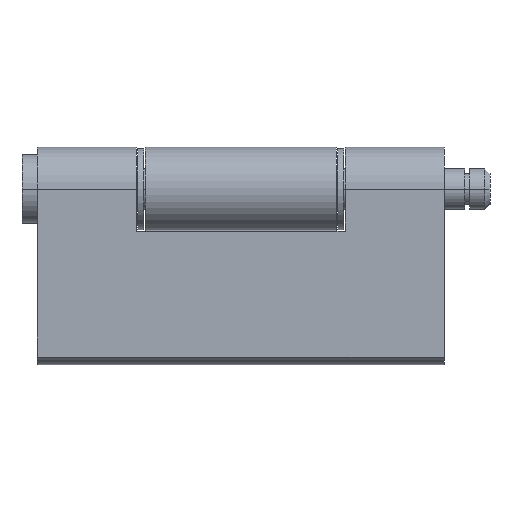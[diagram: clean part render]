
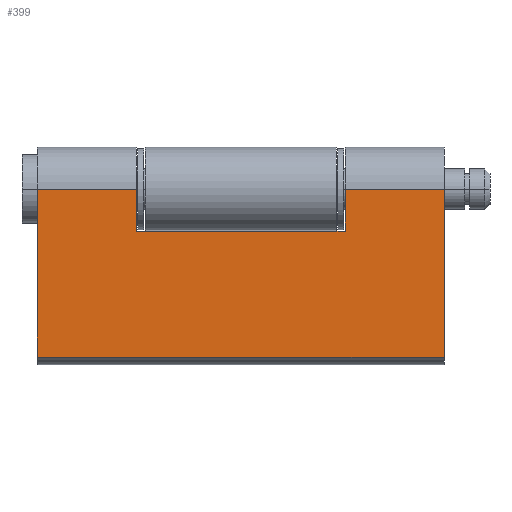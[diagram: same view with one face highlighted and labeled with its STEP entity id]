
A CAD part, left-side view. The second image highlights one B-rep face of the part: STEP entity #399.
In plain terms, the highlighted planar face has unit normal (-1, 0, 0).
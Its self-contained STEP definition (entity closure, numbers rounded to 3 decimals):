
#247 = VERTEX_POINT ( 'NONE', #1201 ) ;
#248 = ORIENTED_EDGE ( 'NONE', *, *, #249, .F. ) ;
#249 = EDGE_CURVE ( 'NONE', #250, #247, #1200, .T. ) ;
#250 = VERTEX_POINT ( 'NONE', #1196 ) ;
#251 = ORIENTED_EDGE ( 'NONE', *, *, #252, .T. ) ;
#252 = EDGE_CURVE ( 'NONE', #250, #335, #1292, .T. ) ;
#279 = EDGE_LOOP ( 'NONE', ( #400, #403, #404, #248, #251, #384, #385, #388 ) ) ;
#281 = EDGE_CURVE ( 'NONE', #681, #685, #1334, .T. ) ;
#335 = VERTEX_POINT ( 'NONE', #1382 ) ;
#339 = VERTEX_POINT ( 'NONE', #1535 ) ;
#341 = EDGE_CURVE ( 'NONE', #335, #339, #1534, .T. ) ;
#384 = ORIENTED_EDGE ( 'NONE', *, *, #341, .T. ) ;
#385 = ORIENTED_EDGE ( 'NONE', *, *, #386, .T. ) ;
#386 = EDGE_CURVE ( 'NONE', #339, #387, #1487, .T. ) ;
#387 = VERTEX_POINT ( 'NONE', #1483 ) ;
#388 = ORIENTED_EDGE ( 'NONE', *, *, #389, .T. ) ;
#389 = EDGE_CURVE ( 'NONE', #387, #402, #1481, .T. ) ;
#399 = ADVANCED_FACE ( 'NONE', ( #1457 ), #1456, .T. ) ;
#400 = ORIENTED_EDGE ( 'NONE', *, *, #401, .T. ) ;
#401 = EDGE_CURVE ( 'NONE', #402, #681, #1451, .T. ) ;
#402 = VERTEX_POINT ( 'NONE', #1447 ) ;
#403 = ORIENTED_EDGE ( 'NONE', *, *, #281, .T. ) ;
#404 = ORIENTED_EDGE ( 'NONE', *, *, #405, .F. ) ;
#405 = EDGE_CURVE ( 'NONE', #247, #685, #1609, .T. ) ;
#681 = VERTEX_POINT ( 'NONE', #1944 ) ;
#685 = VERTEX_POINT ( 'NONE', #1938 ) ;
#1196 = CARTESIAN_POINT ( 'NONE',  ( -8.25, -80., -33. ) ) ;
#1197 = DIRECTION ( 'NONE',  ( 0., 1., 0. ) ) ;
#1198 = VECTOR ( 'NONE', #1197, 1000. ) ;
#1199 = CARTESIAN_POINT ( 'NONE',  ( -8.25, -80., -33. ) ) ;
#1200 = LINE ( 'NONE', #1199, #1198 ) ;
#1201 = CARTESIAN_POINT ( 'NONE',  ( -8.25, 0., -33. ) ) ;
#1289 = DIRECTION ( 'NONE',  ( 0., 0., 1. ) ) ;
#1290 = VECTOR ( 'NONE', #1289, 1000. ) ;
#1291 = CARTESIAN_POINT ( 'NONE',  ( -8.25, -80., 0. ) ) ;
#1292 = LINE ( 'NONE', #1291, #1290 ) ;
#1331 = DIRECTION ( 'NONE',  ( 0., 1., 0. ) ) ;
#1332 = VECTOR ( 'NONE', #1331, 1000. ) ;
#1333 = CARTESIAN_POINT ( 'NONE',  ( -8.25, -80., 0. ) ) ;
#1334 = LINE ( 'NONE', #1333, #1332 ) ;
#1382 = CARTESIAN_POINT ( 'NONE',  ( -8.25, -80., 0. ) ) ;
#1447 = CARTESIAN_POINT ( 'NONE',  ( -8.25, -19.5, -8.25 ) ) ;
#1448 = DIRECTION ( 'NONE',  ( 0., 0., 1. ) ) ;
#1449 = VECTOR ( 'NONE', #1448, 1000. ) ;
#1450 = CARTESIAN_POINT ( 'NONE',  ( -8.25, -19.5, 8.25 ) ) ;
#1451 = LINE ( 'NONE', #1450, #1449 ) ;
#1452 = DIRECTION ( 'NONE',  ( 0., 0., 1. ) ) ;
#1453 = DIRECTION ( 'NONE',  ( -1., 0., 0. ) ) ;
#1454 = CARTESIAN_POINT ( 'NONE',  ( -8.25, -80., 0. ) ) ;
#1455 = AXIS2_PLACEMENT_3D ( 'NONE', #1454, #1453, #1452 ) ;
#1456 = PLANE ( 'NONE',  #1455 ) ;
#1457 = FACE_OUTER_BOUND ( 'NONE', #279, .T. ) ;
#1478 = DIRECTION ( 'NONE',  ( 0., 1., 0. ) ) ;
#1479 = VECTOR ( 'NONE', #1478, 1000. ) ;
#1480 = CARTESIAN_POINT ( 'NONE',  ( -8.25, -19.5, -8.25 ) ) ;
#1481 = LINE ( 'NONE', #1480, #1479 ) ;
#1483 = CARTESIAN_POINT ( 'NONE',  ( -8.25, -60.5, -8.25 ) ) ;
#1484 = DIRECTION ( 'NONE',  ( 0., 0., -1. ) ) ;
#1485 = VECTOR ( 'NONE', #1484, 1000. ) ;
#1486 = CARTESIAN_POINT ( 'NONE',  ( -8.25, -60.5, 8.25 ) ) ;
#1487 = LINE ( 'NONE', #1486, #1485 ) ;
#1531 = DIRECTION ( 'NONE',  ( 0., 1., 0. ) ) ;
#1532 = VECTOR ( 'NONE', #1531, 1000. ) ;
#1533 = CARTESIAN_POINT ( 'NONE',  ( -8.25, -80., 0. ) ) ;
#1534 = LINE ( 'NONE', #1533, #1532 ) ;
#1535 = CARTESIAN_POINT ( 'NONE',  ( -8.25, -60.5, 0. ) ) ;
#1606 = DIRECTION ( 'NONE',  ( 0., 0., 1. ) ) ;
#1607 = VECTOR ( 'NONE', #1606, 1000. ) ;
#1608 = CARTESIAN_POINT ( 'NONE',  ( -8.25, 0., 0. ) ) ;
#1609 = LINE ( 'NONE', #1608, #1607 ) ;
#1938 = CARTESIAN_POINT ( 'NONE',  ( -8.25, 0., 0. ) ) ;
#1944 = CARTESIAN_POINT ( 'NONE',  ( -8.25, -19.5, 0. ) ) ;
